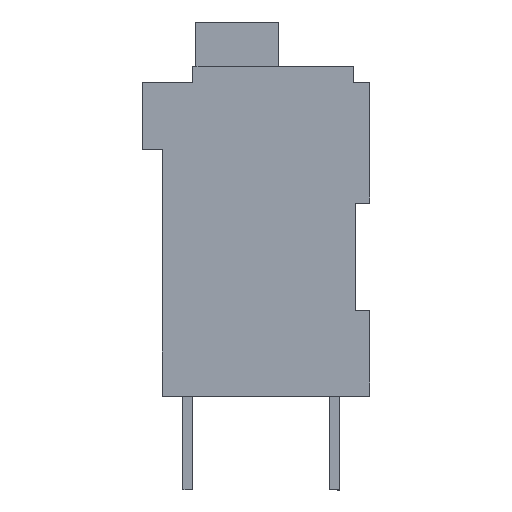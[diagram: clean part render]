
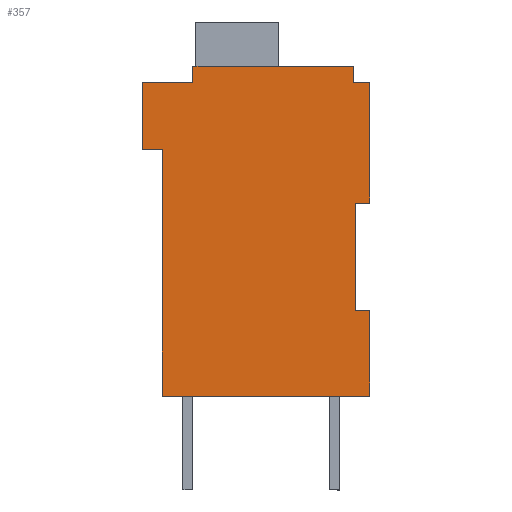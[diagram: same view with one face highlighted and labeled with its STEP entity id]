
A CAD part, left-side view. The second image highlights one B-rep face of the part: STEP entity #357.
In plain terms, the highlighted planar face has unit normal (-1, 0, 0).
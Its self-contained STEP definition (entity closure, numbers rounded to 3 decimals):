
#257=AXIS2_PLACEMENT_3D('Plane Axis2P3D',#254,#255,#256) ;
#63=CARTESIAN_POINT('Vertex',(0.,0.,3.5)) ;
#66=CARTESIAN_POINT('Line Origine',(0.,3.875,3.5)) ;
#70=CARTESIAN_POINT('Vertex',(0.,7.75,3.5)) ;
#239=CARTESIAN_POINT('Vertex',(0.,0.,6.7)) ;
#242=CARTESIAN_POINT('Line Origine',(0.,0.,5.1)) ;
#254=CARTESIAN_POINT('Axis2P3D Location',(0.,8.5,0.)) ;
#259=CARTESIAN_POINT('Line Origine',(0.,0.275,6.7)) ;
#263=CARTESIAN_POINT('Vertex',(0.,0.55,6.7)) ;
#266=CARTESIAN_POINT('Line Origine',(0.,0.55,8.7)) ;
#270=CARTESIAN_POINT('Vertex',(0.,0.55,10.7)) ;
#273=CARTESIAN_POINT('Line Origine',(0.,0.275,10.7)) ;
#277=CARTESIAN_POINT('Vertex',(0.,0.,10.7)) ;
#280=CARTESIAN_POINT('Line Origine',(0.,0.,12.95)) ;
#284=CARTESIAN_POINT('Vertex',(0.,0.,15.2)) ;
#287=CARTESIAN_POINT('Line Origine',(0.,0.3,15.2)) ;
#291=CARTESIAN_POINT('Vertex',(0.,0.6,15.2)) ;
#294=CARTESIAN_POINT('Line Origine',(0.,0.6,15.5)) ;
#298=CARTESIAN_POINT('Vertex',(0.,0.6,15.8)) ;
#301=CARTESIAN_POINT('Line Origine',(0.,3.6,15.8)) ;
#305=CARTESIAN_POINT('Vertex',(0.,6.6,15.8)) ;
#308=CARTESIAN_POINT('Line Origine',(0.,6.6,15.5)) ;
#312=CARTESIAN_POINT('Vertex',(0.,6.6,15.2)) ;
#315=CARTESIAN_POINT('Line Origine',(0.,7.55,15.2)) ;
#319=CARTESIAN_POINT('Vertex',(0.,8.5,15.2)) ;
#322=CARTESIAN_POINT('Line Origine',(0.,8.5,13.95)) ;
#326=CARTESIAN_POINT('Vertex',(0.,8.5,12.7)) ;
#329=CARTESIAN_POINT('Line Origine',(0.,8.125,12.7)) ;
#333=CARTESIAN_POINT('Vertex',(0.,7.75,12.7)) ;
#336=CARTESIAN_POINT('Line Origine',(0.,7.75,8.1)) ;
#67=DIRECTION('Vector Direction',(0.,-1.,0.)) ;
#243=DIRECTION('Vector Direction',(0.,0.,1.)) ;
#255=DIRECTION('Axis2P3D Direction',(-1.,0.,0.)) ;
#256=DIRECTION('Axis2P3D XDirection',(0.,-1.,0.)) ;
#260=DIRECTION('Vector Direction',(0.,-1.,0.)) ;
#267=DIRECTION('Vector Direction',(0.,0.,1.)) ;
#274=DIRECTION('Vector Direction',(0.,1.,0.)) ;
#281=DIRECTION('Vector Direction',(0.,0.,1.)) ;
#288=DIRECTION('Vector Direction',(0.,1.,0.)) ;
#295=DIRECTION('Vector Direction',(0.,0.,1.)) ;
#302=DIRECTION('Vector Direction',(0.,-1.,0.)) ;
#309=DIRECTION('Vector Direction',(0.,0.,1.)) ;
#316=DIRECTION('Vector Direction',(0.,1.,0.)) ;
#323=DIRECTION('Vector Direction',(0.,0.,-1.)) ;
#330=DIRECTION('Vector Direction',(0.,1.,0.)) ;
#337=DIRECTION('Vector Direction',(0.,0.,-1.)) ;
#68=VECTOR('Line Direction',#67,1.) ;
#244=VECTOR('Line Direction',#243,1.) ;
#261=VECTOR('Line Direction',#260,1.) ;
#268=VECTOR('Line Direction',#267,1.) ;
#275=VECTOR('Line Direction',#274,1.) ;
#282=VECTOR('Line Direction',#281,1.) ;
#289=VECTOR('Line Direction',#288,1.) ;
#296=VECTOR('Line Direction',#295,1.) ;
#303=VECTOR('Line Direction',#302,1.) ;
#310=VECTOR('Line Direction',#309,1.) ;
#317=VECTOR('Line Direction',#316,1.) ;
#324=VECTOR('Line Direction',#323,1.) ;
#331=VECTOR('Line Direction',#330,1.) ;
#338=VECTOR('Line Direction',#337,1.) ;
#342=ORIENTED_EDGE('',*,*,#72,.T.) ;
#343=ORIENTED_EDGE('',*,*,#246,.T.) ;
#344=ORIENTED_EDGE('',*,*,#265,.T.) ;
#345=ORIENTED_EDGE('',*,*,#272,.F.) ;
#346=ORIENTED_EDGE('',*,*,#279,.T.) ;
#347=ORIENTED_EDGE('',*,*,#286,.T.) ;
#348=ORIENTED_EDGE('',*,*,#293,.T.) ;
#349=ORIENTED_EDGE('',*,*,#300,.T.) ;
#350=ORIENTED_EDGE('',*,*,#307,.T.) ;
#351=ORIENTED_EDGE('',*,*,#314,.T.) ;
#352=ORIENTED_EDGE('',*,*,#321,.T.) ;
#353=ORIENTED_EDGE('',*,*,#328,.T.) ;
#354=ORIENTED_EDGE('',*,*,#335,.T.) ;
#355=ORIENTED_EDGE('',*,*,#340,.T.) ;
#357=ADVANCED_FACE('HOUSING',(#356),#258,.T.) ;
#72=EDGE_CURVE('',#71,#64,#69,.T.) ;
#246=EDGE_CURVE('',#64,#240,#245,.T.) ;
#265=EDGE_CURVE('',#240,#264,#262,.F.) ;
#272=EDGE_CURVE('',#271,#264,#269,.F.) ;
#279=EDGE_CURVE('',#271,#278,#276,.F.) ;
#286=EDGE_CURVE('',#278,#285,#283,.T.) ;
#293=EDGE_CURVE('',#285,#292,#290,.T.) ;
#300=EDGE_CURVE('',#292,#299,#297,.T.) ;
#307=EDGE_CURVE('',#299,#306,#304,.F.) ;
#314=EDGE_CURVE('',#306,#313,#311,.F.) ;
#321=EDGE_CURVE('',#313,#320,#318,.T.) ;
#328=EDGE_CURVE('',#320,#327,#325,.T.) ;
#335=EDGE_CURVE('',#327,#334,#332,.F.) ;
#340=EDGE_CURVE('',#334,#71,#339,.T.) ;
#341=EDGE_LOOP('',(#342,#343,#344,#345,#346,#347,#348,#349,#350,#351,#352,#353,#354,#355)) ;
#356=FACE_OUTER_BOUND('',#341,.T.) ;
#69=LINE('Line',#66,#68) ;
#245=LINE('Line',#242,#244) ;
#262=LINE('Line',#259,#261) ;
#269=LINE('Line',#266,#268) ;
#276=LINE('Line',#273,#275) ;
#283=LINE('Line',#280,#282) ;
#290=LINE('Line',#287,#289) ;
#297=LINE('Line',#294,#296) ;
#304=LINE('Line',#301,#303) ;
#311=LINE('Line',#308,#310) ;
#318=LINE('Line',#315,#317) ;
#325=LINE('Line',#322,#324) ;
#332=LINE('Line',#329,#331) ;
#339=LINE('Line',#336,#338) ;
#258=PLANE('',#257) ;
#64=VERTEX_POINT('',#63) ;
#71=VERTEX_POINT('',#70) ;
#240=VERTEX_POINT('',#239) ;
#264=VERTEX_POINT('',#263) ;
#271=VERTEX_POINT('',#270) ;
#278=VERTEX_POINT('',#277) ;
#285=VERTEX_POINT('',#284) ;
#292=VERTEX_POINT('',#291) ;
#299=VERTEX_POINT('',#298) ;
#306=VERTEX_POINT('',#305) ;
#313=VERTEX_POINT('',#312) ;
#320=VERTEX_POINT('',#319) ;
#327=VERTEX_POINT('',#326) ;
#334=VERTEX_POINT('',#333) ;
